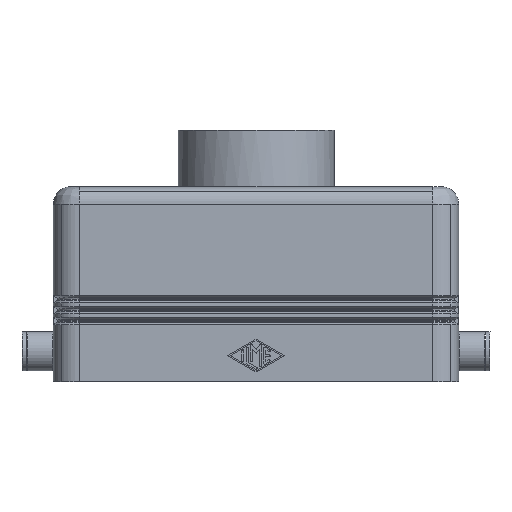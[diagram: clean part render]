
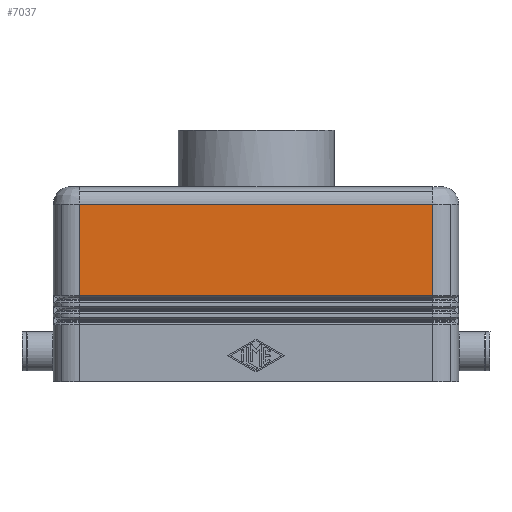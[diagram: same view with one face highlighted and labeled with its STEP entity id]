
A CAD part, front view. The second image highlights one B-rep face of the part: STEP entity #7037.
In plain terms, the highlighted planar face has unit normal (0, -1, 0).
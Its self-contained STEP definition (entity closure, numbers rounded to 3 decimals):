
#143=CARTESIAN_POINT('',(-40.75,-21.5,41.0));
#144=VERTEX_POINT('',#143);
#152=CARTESIAN_POINT('',(40.75,-21.5,41.0));
#153=VERTEX_POINT('',#152);
#154=CARTESIAN_POINT('',(-40.75,-21.5,41.0));
#155=DIRECTION('',(1.0,0.0,0.0));
#156=VECTOR('',#155,81.5);
#157=LINE('',#154,#156);
#158=EDGE_CURVE('',#144,#153,#157,.T.);
#3489=CARTESIAN_POINT('',(-40.75,-21.5,19.827));
#3490=VERTEX_POINT('',#3489);
#3498=CARTESIAN_POINT('',(-40.75,-21.5,19.827));
#3499=DIRECTION('',(0.0,0.0,1.0));
#3500=VECTOR('',#3499,21.173);
#3501=LINE('',#3498,#3500);
#3502=EDGE_CURVE('',#3490,#144,#3501,.T.);
#3578=CARTESIAN_POINT('',(40.75,-21.5,19.827));
#3579=VERTEX_POINT('',#3578);
#3580=CARTESIAN_POINT('',(40.75,-21.5,41.0));
#3581=DIRECTION('',(0.0,0.0,-1.0));
#3582=VECTOR('',#3581,21.173);
#3583=LINE('',#3580,#3582);
#3584=EDGE_CURVE('',#153,#3579,#3583,.T.);
#6904=CARTESIAN_POINT('',(-40.75,-21.5,19.827));
#6905=DIRECTION('',(1.0,0.0,0.0));
#6906=VECTOR('',#6905,81.5);
#6907=LINE('',#6904,#6906);
#6908=EDGE_CURVE('',#3490,#3579,#6907,.T.);
#7026=CARTESIAN_POINT('',(0.,-21.5,22.5));
#7027=DIRECTION('',(0.0,1.0,0.0));
#7028=DIRECTION('',(0.0,0.0,1.0));
#7029=AXIS2_PLACEMENT_3D('',#7026,#7027,#7028);
#7030=PLANE('',#7029);
#7031=ORIENTED_EDGE('',*,*,#6908,.T.);
#7032=ORIENTED_EDGE('',*,*,#3584,.F.);
#7033=ORIENTED_EDGE('',*,*,#158,.F.);
#7034=ORIENTED_EDGE('',*,*,#3502,.F.);
#7035=EDGE_LOOP('',(#7031,#7032,#7033,#7034));
#7036=FACE_OUTER_BOUND('',#7035,.T.);
#7037=ADVANCED_FACE('',(#7036),#7030,.F.);
